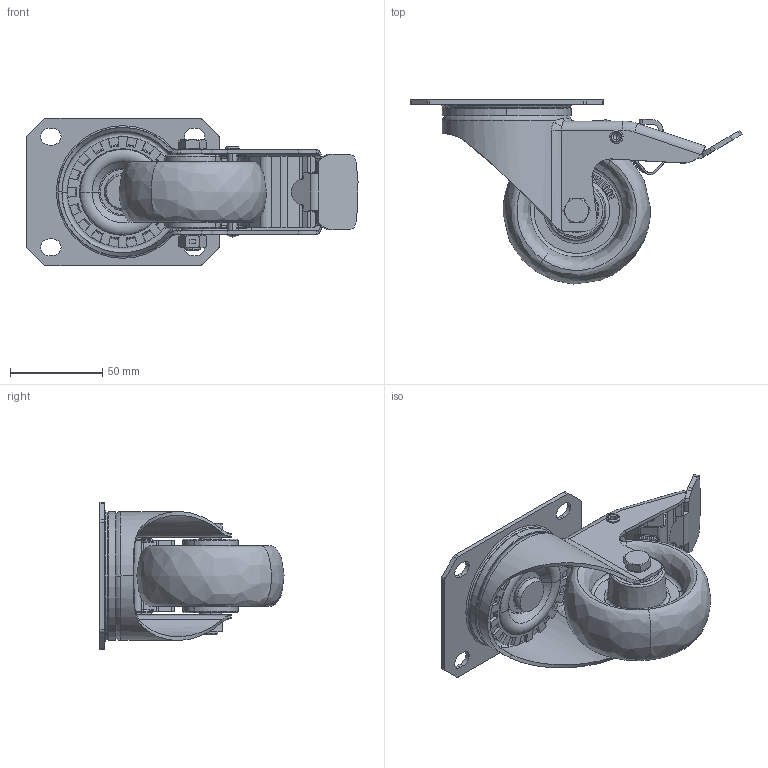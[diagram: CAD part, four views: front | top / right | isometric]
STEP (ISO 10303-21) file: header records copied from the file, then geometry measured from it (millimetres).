
FILE_DESCRIPTION (( 'STEP AP214' ), '1' );
FILE_NAME ('0056078.step', '2023-12-05T08:34:42', ( '' ), ( '' ), 'SwSTEP 2.0', 'SolidWorks 2020', '' );
FILE_SCHEMA (( 'AUTOMOTIVE_DESIGN' ));
Length unit declared in the file: millimetre
Products named in the file (1): 0056078
Bounding box: 180.21 x 99.96 x 80 mm (x, y, z)
Volume: 200782.4 mm3; surface area: 104574.6 mm2
Topology: 10 solids, 10 shells, 1365 faces, 3566 edges, 2234 vertices
Faces by surface type: plane 507, cylinder 360, bspline 265, torus 157, cone 72, sphere 4
Entity records: 70253 total; most frequent: CARTESIAN_POINT 23114, ORIENTED_EDGE 7100, DIRECTION 6241, EDGE_CURVE 3550, AXIS2_PLACEMENT_3D 2342, VERTEX_POINT 2234, LINE 1557, VECTOR 1557
